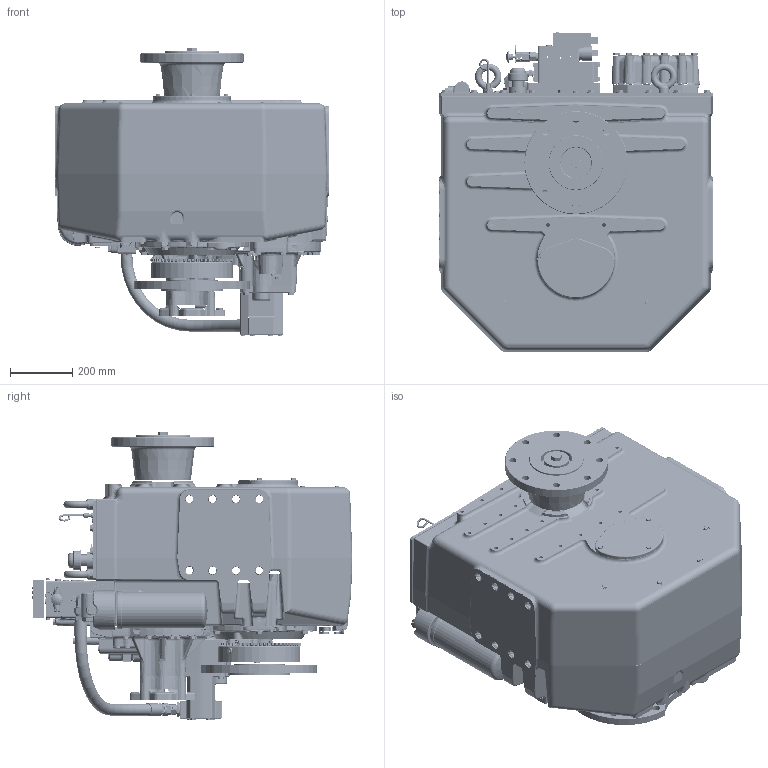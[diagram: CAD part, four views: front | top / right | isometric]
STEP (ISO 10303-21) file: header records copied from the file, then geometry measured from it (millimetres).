
FILE_DESCRIPTION (( 'STEP AP214' ), '1' );
FILE_NAME ('1025142H.STEP', '2013-03-18T17:04:49', ( 'Windows User' ), ( '' ), 'SwSTEP 2.0', 'SolidWorks 2010', '' );
FILE_SCHEMA (( 'AUTOMOTIVE_DESIGN' ));
Length unit declared in the file: millimetre
Products named in the file (1): 1025142H
Bounding box: 880 x 1032.84 x 930.28 mm (x, y, z)
Surface area: 5912277.2 mm2 (no closed solid volume)
Topology: 0 solids, 547 shells, 5516 faces, 20092 edges, 14326 vertices
Faces by surface type: plane 1871, cylinder 1748, bspline 813, cone 528, torus 468, sphere 88
Entity records: 350064 total; most frequent: CARTESIAN_POINT 129873, DIRECTION 32300, ORIENTED_EDGE 29723, EDGE_CURVE 19985, VERTEX_POINT 14318, AXIS2_PLACEMENT_3D 12460, CIRCLE 7756, LINE 7380
